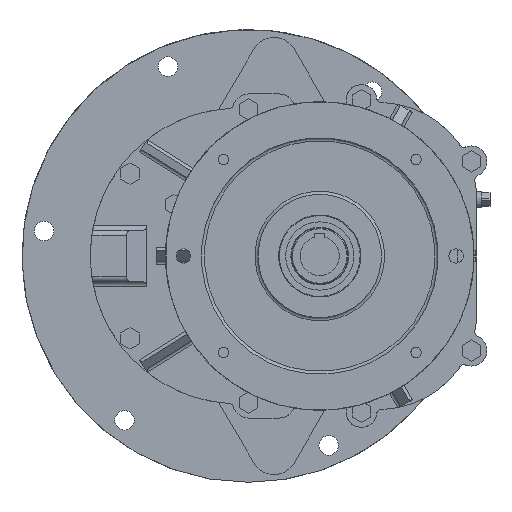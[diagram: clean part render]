
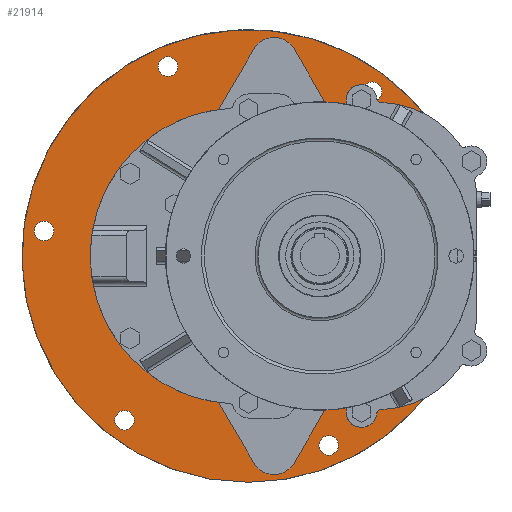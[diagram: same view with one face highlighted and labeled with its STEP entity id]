
A CAD part, left-side view. The second image highlights one B-rep face of the part: STEP entity #21914.
In plain terms, the highlighted planar face has unit normal (-1, 0, 0).
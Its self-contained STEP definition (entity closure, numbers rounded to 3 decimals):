
#29 = ORIENTED_EDGE ( 'NONE', *, *, #8191, .T. ) ;
#85 = DIRECTION ( 'NONE',  ( 0., 0., 1. ) ) ;
#156 = DIRECTION ( 'NONE',  ( 1., 0., 0. ) ) ;
#540 = FACE_OUTER_BOUND ( 'NONE', #23540, .T. ) ;
#679 = CARTESIAN_POINT ( 'NONE',  ( -24., 0., 0. ) ) ;
#762 = ORIENTED_EDGE ( 'NONE', *, *, #27356, .T. ) ;
#902 = DIRECTION ( 'NONE',  ( 0., 0., 1. ) ) ;
#908 = DIRECTION ( 'NONE',  ( -1., 0., 0. ) ) ;
#1000 = ORIENTED_EDGE ( 'NONE', *, *, #3259, .T. ) ;
#1079 = EDGE_LOOP ( 'NONE', ( #13116 ) ) ;
#1170 = EDGE_LOOP ( 'NONE', ( #22775 ) ) ;
#1680 = VERTEX_POINT ( 'NONE', #10601 ) ;
#1887 = VECTOR ( 'NONE', #7388, 1000. ) ;
#2308 = DIRECTION ( 'NONE',  ( 0., 0., 1. ) ) ;
#2379 = DIRECTION ( 'NONE',  ( 0., -1., 0. ) ) ;
#2838 = DIRECTION ( 'NONE',  ( 0., 0., 1. ) ) ;
#2885 = VECTOR ( 'NONE', #11282, 1000. ) ;
#2963 = CARTESIAN_POINT ( 'NONE',  ( -24., -127.93, 54.869 ) ) ;
#3002 = FACE_BOUND ( 'NONE', #5749, .T. ) ;
#3025 = VECTOR ( 'NONE', #15037, 1000. ) ;
#3069 = CARTESIAN_POINT ( 'NONE',  ( -24., 0., 0. ) ) ;
#3151 = EDGE_CURVE ( 'NONE', #27528, #1680, #13592, .T. ) ;
#3259 = EDGE_CURVE ( 'NONE', #21750, #20007, #8692, .T. ) ;
#3508 = CARTESIAN_POINT ( 'NONE',  ( -24., 120.363, -150.227 ) ) ;
#3654 = VERTEX_POINT ( 'NONE', #3508 ) ;
#3802 = EDGE_CURVE ( 'NONE', #19815, #19815, #4171, .T. ) ;
#3865 = CARTESIAN_POINT ( 'NONE',  ( -24., -103.815, 139.5 ) ) ;
#4021 = EDGE_CURVE ( 'NONE', #24447, #24447, #22859, .T. ) ;
#4171 = CIRCLE ( 'NONE', #17932, 9.5 ) ;
#4396 = CARTESIAN_POINT ( 'NONE',  ( -24., 0., 139.5 ) ) ;
#4412 = VERTEX_POINT ( 'NONE', #18115 ) ;
#4685 = AXIS2_PLACEMENT_3D ( 'NONE', #21998, #908, #22565 ) ;
#4851 = CARTESIAN_POINT ( 'NONE',  ( -24., -42.809, -139.5 ) ) ;
#4877 = AXIS2_PLACEMENT_3D ( 'NONE', #5168, #14555, #23962 ) ;
#4931 = DIRECTION ( 'NONE',  ( 0., 0., -1. ) ) ;
#5168 = CARTESIAN_POINT ( 'NONE',  ( -24., -120.363, 159.727 ) ) ;
#5323 = ORIENTED_EDGE ( 'NONE', *, *, #28154, .F. ) ;
#5553 = AXIS2_PLACEMENT_3D ( 'NONE', #19536, #17703, #902 ) ;
#5749 = EDGE_LOOP ( 'NONE', ( #27928 ) ) ;
#6676 = AXIS2_PLACEMENT_3D ( 'NONE', #9316, #21313, #11917 ) ;
#6879 = ORIENTED_EDGE ( 'NONE', *, *, #29792, .T. ) ;
#7053 = EDGE_CURVE ( 'NONE', #20007, #30365, #9313, .T. ) ;
#7155 = DIRECTION ( 'NONE',  ( -1., 0., 0. ) ) ;
#7205 = EDGE_LOOP ( 'NONE', ( #19359 ) ) ;
#7289 = EDGE_LOOP ( 'NONE', ( #5323 ) ) ;
#7388 = DIRECTION ( 'NONE',  ( 0., 0.864, -0.503 ) ) ;
#7480 = CARTESIAN_POINT ( 'NONE',  ( -24., -78.146, -174.601 ) ) ;
#7998 = EDGE_CURVE ( 'NONE', #3654, #3654, #18817, .T. ) ;
#8114 = CARTESIAN_POINT ( 'NONE',  ( -24., 198.509, 33.874 ) ) ;
#8191 = EDGE_CURVE ( 'NONE', #30365, #21294, #21411, .T. ) ;
#8692 = CIRCLE ( 'NONE', #17071, 139.5 ) ;
#9313 = LINE ( 'NONE', #4396, #25092 ) ;
#9316 = CARTESIAN_POINT ( 'NONE',  ( -24., -127.93, 54.869 ) ) ;
#9408 = DIRECTION ( 'NONE',  ( 0., 0., 1. ) ) ;
#9608 = CARTESIAN_POINT ( 'NONE',  ( -24., -198.509, -24.374 ) ) ;
#10601 = CARTESIAN_POINT ( 'NONE',  ( -24., -173., -20.714 ) ) ;
#10788 = CIRCLE ( 'NONE', #16192, 9.5 ) ;
#10941 = CARTESIAN_POINT ( 'NONE',  ( -24., -215.366, 44.918 ) ) ;
#11241 = CARTESIAN_POINT ( 'NONE',  ( -24., 10., 0. ) ) ;
#11282 = DIRECTION ( 'NONE',  ( 0., 1., 0. ) ) ;
#11369 = EDGE_LOOP ( 'NONE', ( #27332 ) ) ;
#11476 = ORIENTED_EDGE ( 'NONE', *, *, #7053, .T. ) ;
#11639 = AXIS2_PLACEMENT_3D ( 'NONE', #2963, #19415, #17121 ) ;
#11766 = FACE_BOUND ( 'NONE', #1079, .T. ) ;
#11917 = DIRECTION ( 'NONE',  ( 0., 0., 1. ) ) ;
#12609 = ORIENTED_EDGE ( 'NONE', *, *, #3151, .T. ) ;
#12904 = EDGE_CURVE ( 'NONE', #4412, #4412, #29463, .T. ) ;
#13020 = CARTESIAN_POINT ( 'NONE',  ( -24., 78.146, 193.601 ) ) ;
#13116 = ORIENTED_EDGE ( 'NONE', *, *, #4021, .F. ) ;
#13332 = DIRECTION ( 'NONE',  ( 0., 0., 1. ) ) ;
#13592 = CIRCLE ( 'NONE', #11639, 88. ) ;
#13741 = LINE ( 'NONE', #15192, #2885 ) ;
#14153 = LINE ( 'NONE', #18471, #1887 ) ;
#14316 = LINE ( 'NONE', #19068, #3025 ) ;
#14555 = DIRECTION ( 'NONE',  ( -1., 0., 0. ) ) ;
#14780 = EDGE_CURVE ( 'NONE', #27528, #21294, #21611, .T. ) ;
#14795 = CIRCLE ( 'NONE', #24068, 9.5 ) ;
#15037 = DIRECTION ( 'NONE',  ( 0., 0., -1. ) ) ;
#15192 = CARTESIAN_POINT ( 'NONE',  ( -24., 10., -139.5 ) ) ;
#15365 = EDGE_CURVE ( 'NONE', #25208, #25208, #14795, .T. ) ;
#15469 = VERTEX_POINT ( 'NONE', #4851 ) ;
#16192 = AXIS2_PLACEMENT_3D ( 'NONE', #23270, #20790, #9408 ) ;
#16472 = DIRECTION ( 'NONE',  ( 1., 0., 0. ) ) ;
#17013 = FACE_BOUND ( 'NONE', #7289, .T. ) ;
#17071 = AXIS2_PLACEMENT_3D ( 'NONE', #11241, #16472, #2308 ) ;
#17121 = DIRECTION ( 'NONE',  ( 0., 0., 1. ) ) ;
#17703 = DIRECTION ( 'NONE',  ( -1., 0., 0. ) ) ;
#17932 = AXIS2_PLACEMENT_3D ( 'NONE', #24439, #22410, #13332 ) ;
#18115 = CARTESIAN_POINT ( 'NONE',  ( -24., -120.363, 169.227 ) ) ;
#18199 = AXIS2_PLACEMENT_3D ( 'NONE', #3069, #156, #4931 ) ;
#18471 = CARTESIAN_POINT ( 'NONE',  ( -24., -43.509, -139.093 ) ) ;
#18817 = CIRCLE ( 'NONE', #5553, 9.5 ) ;
#19068 = CARTESIAN_POINT ( 'NONE',  ( -24., -173., -62. ) ) ;
#19359 = ORIENTED_EDGE ( 'NONE', *, *, #7998, .F. ) ;
#19415 = DIRECTION ( 'NONE',  ( 1., 0., 0. ) ) ;
#19536 = CARTESIAN_POINT ( 'NONE',  ( -24., 120.363, -159.727 ) ) ;
#19561 = CARTESIAN_POINT ( 'NONE',  ( -24., 10., 139.5 ) ) ;
#19815 = VERTEX_POINT ( 'NONE', #8114 ) ;
#20007 = VERTEX_POINT ( 'NONE', #19561 ) ;
#20790 = DIRECTION ( 'NONE',  ( -1., 0., 0. ) ) ;
#21161 = PLANE ( 'NONE',  #26534 ) ;
#21294 = VERTEX_POINT ( 'NONE', #24469 ) ;
#21313 = DIRECTION ( 'NONE',  ( 1., 0., 0. ) ) ;
#21411 = CIRCLE ( 'NONE', #6676, 88. ) ;
#21456 = DIRECTION ( 'NONE',  ( -1., 0., 0. ) ) ;
#21611 = CIRCLE ( 'NONE', #18199, 220. ) ;
#21620 = FACE_BOUND ( 'NONE', #7205, .T. ) ;
#21750 = VERTEX_POINT ( 'NONE', #27802 ) ;
#21914 = ADVANCED_FACE ( 'NONE', ( #17013, #3002, #23487, #11766, #26413, #21620, #540 ), #21161, .T. ) ;
#21998 = CARTESIAN_POINT ( 'NONE',  ( -24., 78.146, 184.101 ) ) ;
#22410 = DIRECTION ( 'NONE',  ( -1., 0., 0. ) ) ;
#22565 = DIRECTION ( 'NONE',  ( 0., 0., 1. ) ) ;
#22775 = ORIENTED_EDGE ( 'NONE', *, *, #3802, .F. ) ;
#22859 = CIRCLE ( 'NONE', #4685, 9.5 ) ;
#23270 = CARTESIAN_POINT ( 'NONE',  ( -24., -78.146, -184.101 ) ) ;
#23487 = FACE_BOUND ( 'NONE', #11369, .T. ) ;
#23540 = EDGE_LOOP ( 'NONE', ( #29623, #12609, #6879, #24566, #762, #1000, #11476, #29 ) ) ;
#23962 = DIRECTION ( 'NONE',  ( 0., 0., 1. ) ) ;
#24068 = AXIS2_PLACEMENT_3D ( 'NONE', #9608, #21456, #2838 ) ;
#24439 = CARTESIAN_POINT ( 'NONE',  ( -24., 198.509, 24.374 ) ) ;
#24447 = VERTEX_POINT ( 'NONE', #13020 ) ;
#24469 = CARTESIAN_POINT ( 'NONE',  ( -24., -180.987, 125.075 ) ) ;
#24566 = ORIENTED_EDGE ( 'NONE', *, *, #27632, .T. ) ;
#24979 = CARTESIAN_POINT ( 'NONE',  ( -24., -173., -63.725 ) ) ;
#25092 = VECTOR ( 'NONE', #2379, 1000. ) ;
#25208 = VERTEX_POINT ( 'NONE', #27214 ) ;
#25805 = VERTEX_POINT ( 'NONE', #7480 ) ;
#26413 = FACE_BOUND ( 'NONE', #1170, .T. ) ;
#26534 = AXIS2_PLACEMENT_3D ( 'NONE', #679, #7155, #85 ) ;
#27214 = CARTESIAN_POINT ( 'NONE',  ( -24., -198.509, -14.874 ) ) ;
#27332 = ORIENTED_EDGE ( 'NONE', *, *, #12904, .F. ) ;
#27356 = EDGE_CURVE ( 'NONE', #15469, #21750, #13741, .T. ) ;
#27528 = VERTEX_POINT ( 'NONE', #10941 ) ;
#27632 = EDGE_CURVE ( 'NONE', #28121, #15469, #14153, .T. ) ;
#27802 = CARTESIAN_POINT ( 'NONE',  ( -24., 10., -139.5 ) ) ;
#27928 = ORIENTED_EDGE ( 'NONE', *, *, #15365, .F. ) ;
#28121 = VERTEX_POINT ( 'NONE', #24979 ) ;
#28154 = EDGE_CURVE ( 'NONE', #25805, #25805, #10788, .T. ) ;
#29463 = CIRCLE ( 'NONE', #4877, 9.5 ) ;
#29623 = ORIENTED_EDGE ( 'NONE', *, *, #14780, .F. ) ;
#29792 = EDGE_CURVE ( 'NONE', #1680, #28121, #14316, .T. ) ;
#30365 = VERTEX_POINT ( 'NONE', #3865 ) ;
